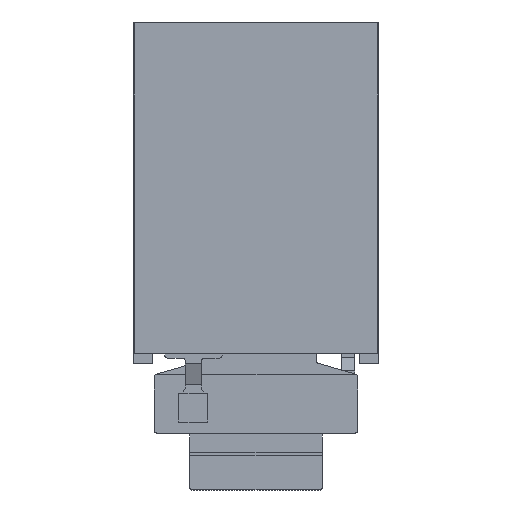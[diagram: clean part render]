
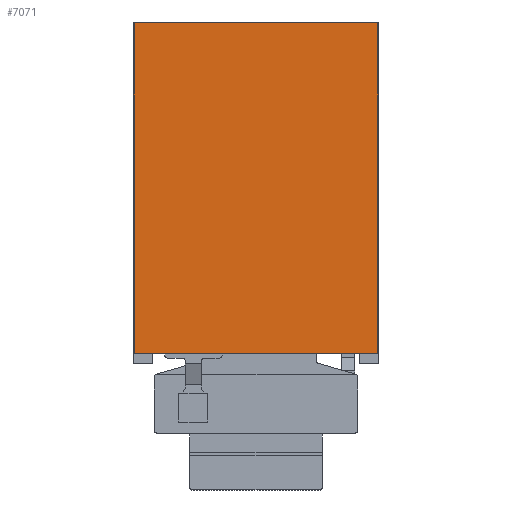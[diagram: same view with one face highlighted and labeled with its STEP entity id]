
A CAD part, top view. The second image highlights one B-rep face of the part: STEP entity #7071.
In plain terms, the highlighted planar face has unit normal (0, 0, 1).
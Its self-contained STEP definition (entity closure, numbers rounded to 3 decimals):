
#313=DIRECTION('',(0.,-1.,0.));
#314=VECTOR('',#313,57.56);
#315=CARTESIAN_POINT('',(-21.21,27.33,3.8));
#316=LINE('',#315,#314);
#317=DIRECTION('',(-1.,0.,0.));
#318=VECTOR('',#317,42.42);
#319=CARTESIAN_POINT('',(21.21,27.33,3.8));
#320=LINE('',#319,#318);
#321=DIRECTION('',(0.,1.,0.));
#322=VECTOR('',#321,57.56);
#323=CARTESIAN_POINT('',(21.21,-30.23,3.8));
#324=LINE('',#323,#322);
#325=DIRECTION('',(1.,0.,0.));
#326=VECTOR('',#325,42.42);
#327=CARTESIAN_POINT('',(-21.21,-30.23,3.8));
#328=LINE('',#327,#326);
#6145=CARTESIAN_POINT('',(-21.21,27.33,3.8));
#6146=CARTESIAN_POINT('',(-21.21,-30.23,3.8));
#6147=VERTEX_POINT('',#6145);
#6148=VERTEX_POINT('',#6146);
#6149=CARTESIAN_POINT('',(21.21,-30.23,3.8));
#6150=VERTEX_POINT('',#6149);
#6151=CARTESIAN_POINT('',(21.21,27.33,3.8));
#6152=VERTEX_POINT('',#6151);
#7060=CARTESIAN_POINT('',(0.,0.,3.8));
#7061=DIRECTION('',(0.,0.,1.));
#7062=DIRECTION('',(1.,0.,0.));
#7063=AXIS2_PLACEMENT_3D('',#7060,#7061,#7062);
#7064=PLANE('',#7063);
#7065=ORIENTED_EDGE('',*,*,#6999,.F.);
#7066=ORIENTED_EDGE('',*,*,#7014,.F.);
#7067=ORIENTED_EDGE('',*,*,#7028,.F.);
#7068=ORIENTED_EDGE('',*,*,#7041,.F.);
#7069=EDGE_LOOP('',(#7065,#7066,#7067,#7068));
#7070=FACE_OUTER_BOUND('',#7069,.F.);
#6999=EDGE_CURVE('',#6147,#6148,#316,.T.);
#7014=EDGE_CURVE('',#6152,#6147,#320,.T.);
#7028=EDGE_CURVE('',#6150,#6152,#324,.T.);
#7041=EDGE_CURVE('',#6148,#6150,#328,.T.);
#7071=ADVANCED_FACE('',(#7070),#7064,.T.);
